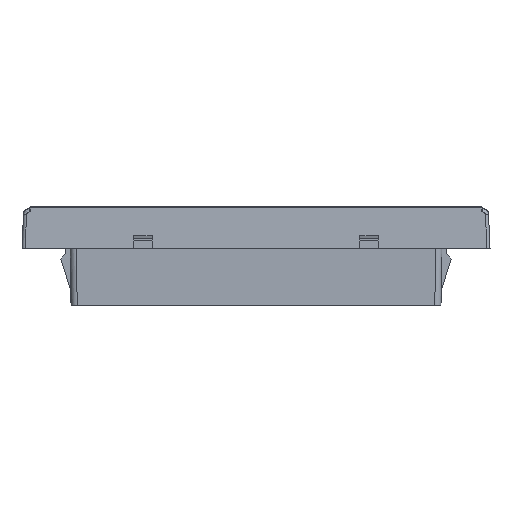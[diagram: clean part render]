
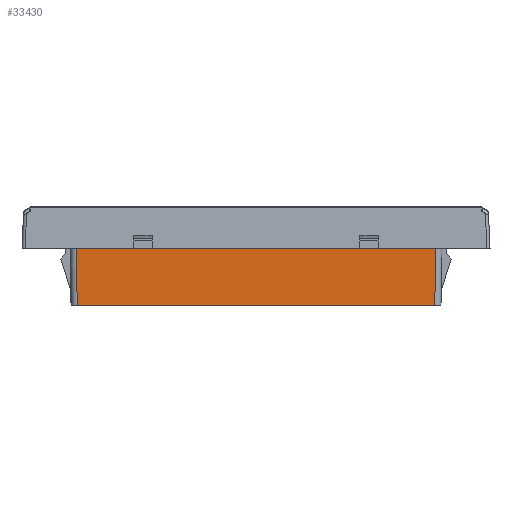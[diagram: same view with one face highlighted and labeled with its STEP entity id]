
A CAD part, front view. The second image highlights one B-rep face of the part: STEP entity #33430.
In plain terms, the highlighted planar face has unit normal (0, -1, -0.018).
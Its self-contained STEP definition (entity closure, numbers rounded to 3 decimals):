
#365 = VECTOR ( 'NONE', #29093, 1000. ) ;
#371 = CARTESIAN_POINT ( 'NONE',  ( 0., -60., 0. ) ) ;
#969 = LINE ( 'NONE', #25528, #365 ) ;
#1173 = CARTESIAN_POINT ( 'NONE',  ( 57.677, -59.677, -18.5 ) ) ;
#2360 = CARTESIAN_POINT ( 'NONE',  ( -58., -60., 0. ) ) ;
#3488 = EDGE_CURVE ( 'NONE', #45394, #20627, #37351, .T. ) ;
#5555 = CARTESIAN_POINT ( 'NONE',  ( -57.677, -59.677, -18.5 ) ) ;
#5738 = ORIENTED_EDGE ( 'NONE', *, *, #16450, .F. ) ;
#7797 = CARTESIAN_POINT ( 'NONE',  ( 0., -60., 0. ) ) ;
#8344 = EDGE_CURVE ( 'NONE', #44831, #11180, #15011, .T. ) ;
#9684 = LINE ( 'NONE', #1173, #47654 ) ;
#10372 = CARTESIAN_POINT ( 'NONE',  ( -63.716, -60., 0. ) ) ;
#10977 = EDGE_LOOP ( 'NONE', ( #5738, #14245, #40483, #20298, #16962 ) ) ;
#11180 = VERTEX_POINT ( 'NONE', #35519 ) ;
#12559 = CARTESIAN_POINT ( 'NONE',  ( -57.677, -59.677, -18.5 ) ) ;
#13253 = DIRECTION ( 'NONE',  ( 0., 1., 0.017 ) ) ;
#14245 = ORIENTED_EDGE ( 'NONE', *, *, #8344, .T. ) ;
#15011 = LINE ( 'NONE', #5555, #43242 ) ;
#16450 = EDGE_CURVE ( 'NONE', #44831, #45394, #969, .T. ) ;
#16944 = DIRECTION ( 'NONE',  ( 1., 0., 0. ) ) ;
#16962 = ORIENTED_EDGE ( 'NONE', *, *, #3488, .F. ) ;
#16968 = EDGE_CURVE ( 'NONE', #20627, #26123, #29120, .T. ) ;
#19308 = VECTOR ( 'NONE', #33063, 1000. ) ;
#20298 = ORIENTED_EDGE ( 'NONE', *, *, #16968, .F. ) ;
#20627 = VERTEX_POINT ( 'NONE', #371 ) ;
#25528 = CARTESIAN_POINT ( 'NONE',  ( -57.677, -59.677, -18.5 ) ) ;
#26123 = VERTEX_POINT ( 'NONE', #44278 ) ;
#26738 = DIRECTION ( 'NONE',  ( 0.017, -0.017, 1. ) ) ;
#28037 = DIRECTION ( 'NONE',  ( 1., 0., 0. ) ) ;
#28248 = FACE_OUTER_BOUND ( 'NONE', #10977, .T. ) ;
#29093 = DIRECTION ( 'NONE',  ( -0.017, -0.017, 1. ) ) ;
#29120 = LINE ( 'NONE', #7797, #19308 ) ;
#32755 = VECTOR ( 'NONE', #28037, 1000. ) ;
#33063 = DIRECTION ( 'NONE',  ( 1., 0., 0. ) ) ;
#33430 = ADVANCED_FACE ( 'NONE', ( #28248 ), #46571, .F. ) ;
#35322 = DIRECTION ( 'NONE',  ( 1., 0., 0. ) ) ;
#35519 = CARTESIAN_POINT ( 'NONE',  ( 57.677, -59.677, -18.5 ) ) ;
#37351 = LINE ( 'NONE', #39618, #32755 ) ;
#39618 = CARTESIAN_POINT ( 'NONE',  ( -58., -60., 0. ) ) ;
#39830 = EDGE_CURVE ( 'NONE', #11180, #26123, #9684, .T. ) ;
#40483 = ORIENTED_EDGE ( 'NONE', *, *, #39830, .T. ) ;
#43242 = VECTOR ( 'NONE', #35322, 1000. ) ;
#43624 = AXIS2_PLACEMENT_3D ( 'NONE', #10372, #13253, #16944 ) ;
#44278 = CARTESIAN_POINT ( 'NONE',  ( 58., -60., 0. ) ) ;
#44831 = VERTEX_POINT ( 'NONE', #12559 ) ;
#45394 = VERTEX_POINT ( 'NONE', #2360 ) ;
#46571 = PLANE ( 'NONE',  #43624 ) ;
#47654 = VECTOR ( 'NONE', #26738, 1000. ) ;
